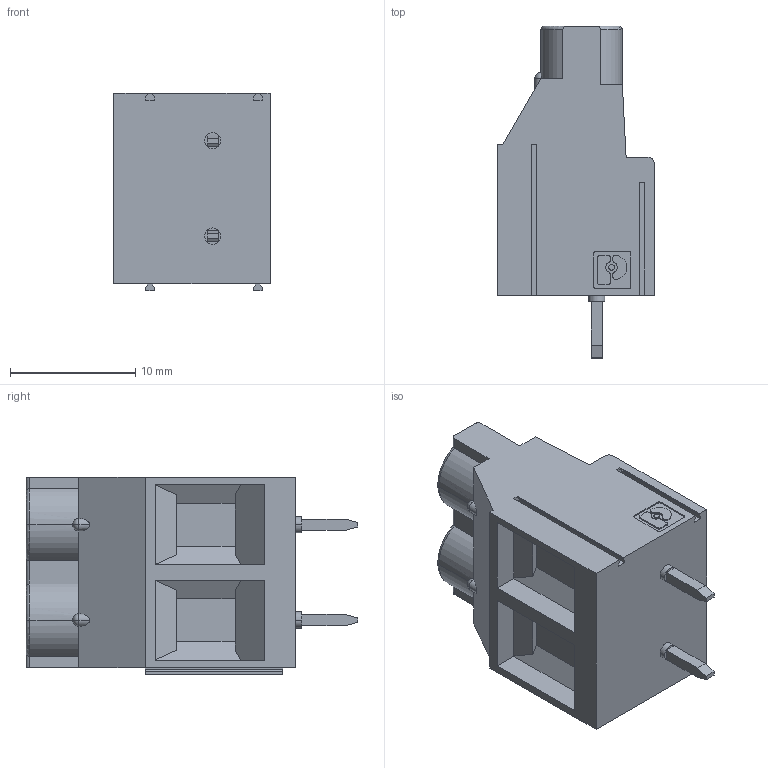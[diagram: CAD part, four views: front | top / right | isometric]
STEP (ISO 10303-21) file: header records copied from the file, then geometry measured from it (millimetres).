
FILE_DESCRIPTION(('SolidDesigner STEP Export'),'1');
FILE_NAME('mkds_5-2-7.62.stp','2000-07-06T10:45:40',(''),(''), 'SolidDesigner STEP processor Version: 7.0(Mar 1999)for AP214(CD)(Solid Model)', 'CoCreate SolidDesigner: 07.50 21-Dec-99(C) CoCreate Software GmbH','');
FILE_SCHEMA(('AUTOMOTIVE_DESIGN_CC2 {1 2 10303 214 -1 1 5 1}'));
Length unit declared in the file: millimetre
Products named in the file (2): mkds_5-2-7.62
Assembly tree (1 placements, depth 2):
  mkds_5-2-7.62
    mkds_5-2-7.62
Bounding box: 12.5 x 26.5 x 15.81 mm (x, y, z)
Volume: 2841.7 mm3; surface area: 1830.8 mm2
Topology: 1 solids, 1 shells, 194 faces, 504 edges, 324 vertices
Faces by surface type: plane 129, cylinder 53, torus 8, sphere 4
Entity records: 7597 total; most frequent: CARTESIAN_POINT 1526, ORIENTED_EDGE 1000, DIRECTION 834, EDGE_CURVE 500, VECTOR 346, LINE 346, VERTEX_POINT 324, AXIS2_PLACEMENT_3D 244
